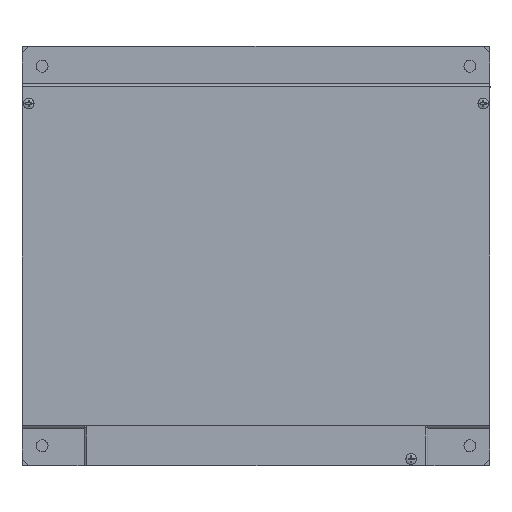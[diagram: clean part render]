
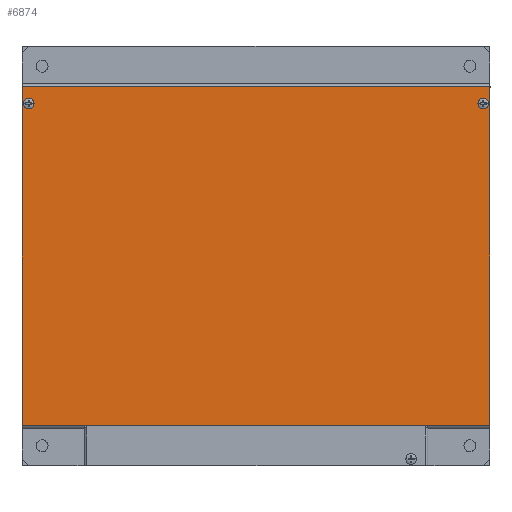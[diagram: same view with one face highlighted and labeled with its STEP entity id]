
A CAD part, front view. The second image highlights one B-rep face of the part: STEP entity #6874.
In plain terms, the highlighted planar face has unit normal (0, -1, 0).
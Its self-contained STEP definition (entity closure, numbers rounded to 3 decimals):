
#3 = VECTOR ( 'NONE', #5988, 1000. ) ;
#103 = VERTEX_POINT ( 'NONE', #3623 ) ;
#107 = CARTESIAN_POINT ( 'NONE',  ( 126.4, -1.4, 175. ) ) ;
#171 = VECTOR ( 'NONE', #2585, 1000. ) ;
#191 = EDGE_CURVE ( 'NONE', #2067, #249, #2124, .T. ) ;
#249 = VERTEX_POINT ( 'NONE', #6557 ) ;
#296 = ORIENTED_EDGE ( 'NONE', *, *, #5153, .T. ) ;
#371 = EDGE_CURVE ( 'NONE', #2114, #7605, #5502, .T. ) ;
#415 = CARTESIAN_POINT ( 'NONE',  ( -113.98, -1.4, -170. ) ) ;
#580 = VECTOR ( 'NONE', #7562, 1000. ) ;
#654 = CARTESIAN_POINT ( 'NONE',  ( -113.98, -1.4, 168.2 ) ) ;
#677 = FACE_BOUND ( 'NONE', #4454, .T. ) ;
#818 = DIRECTION ( 'NONE',  ( -1., 0., 0. ) ) ;
#952 = CARTESIAN_POINT ( 'NONE',  ( -126.4, -1.4, -175. ) ) ;
#1037 = DIRECTION ( 'NONE',  ( 0., 0., 1. ) ) ;
#1226 = VECTOR ( 'NONE', #1241, 1000. ) ;
#1241 = DIRECTION ( 'NONE',  ( 0., 0., -1. ) ) ;
#1383 = EDGE_LOOP ( 'NONE', ( #4004, #296, #2514, #3077, #2630, #7723 ) ) ;
#1402 = CARTESIAN_POINT ( 'NONE',  ( -113.98, -1.4, 170. ) ) ;
#1466 = AXIS2_PLACEMENT_3D ( 'NONE', #4124, #7830, #3517 ) ;
#1577 = EDGE_CURVE ( 'NONE', #4819, #7603, #3537, .T. ) ;
#1696 = EDGE_LOOP ( 'NONE', ( #4412, #5151 ) ) ;
#1807 = LINE ( 'NONE', #107, #171 ) ;
#1836 = AXIS2_PLACEMENT_3D ( 'NONE', #1402, #5704, #2010 ) ;
#1902 = VECTOR ( 'NONE', #818, 1000. ) ;
#2010 = DIRECTION ( 'NONE',  ( 0., 0., -1. ) ) ;
#2067 = VERTEX_POINT ( 'NONE', #5649 ) ;
#2114 = VERTEX_POINT ( 'NONE', #7536 ) ;
#2118 = CARTESIAN_POINT ( 'NONE',  ( -127., -1.4, 175. ) ) ;
#2124 = CIRCLE ( 'NONE', #1466, 1.8 ) ;
#2162 = DIRECTION ( 'NONE',  ( 0., 0., -1. ) ) ;
#2247 = CARTESIAN_POINT ( 'NONE',  ( -113.98, -1.4, 170. ) ) ;
#2280 = ORIENTED_EDGE ( 'NONE', *, *, #3566, .F. ) ;
#2514 = ORIENTED_EDGE ( 'NONE', *, *, #1577, .F. ) ;
#2585 = DIRECTION ( 'NONE',  ( 0., 0., 1. ) ) ;
#2630 = ORIENTED_EDGE ( 'NONE', *, *, #3171, .F. ) ;
#2698 = FACE_OUTER_BOUND ( 'NONE', #1383, .T. ) ;
#2738 = PLANE ( 'NONE',  #5353 ) ;
#2862 = CARTESIAN_POINT ( 'NONE',  ( 126.4, -1.4, 175. ) ) ;
#2869 = DIRECTION ( 'NONE',  ( 0., 0., -1. ) ) ;
#3077 = ORIENTED_EDGE ( 'NONE', *, *, #6777, .T. ) ;
#3146 = AXIS2_PLACEMENT_3D ( 'NONE', #2247, #6542, #2869 ) ;
#3171 = EDGE_CURVE ( 'NONE', #6661, #6230, #7759, .T. ) ;
#3211 = VECTOR ( 'NONE', #2162, 1000. ) ;
#3347 = DIRECTION ( 'NONE',  ( 0., -1., 0. ) ) ;
#3517 = DIRECTION ( 'NONE',  ( 0., 0., 1. ) ) ;
#3537 = LINE ( 'NONE', #3876, #1902 ) ;
#3566 = EDGE_CURVE ( 'NONE', #4879, #103, #6696, .T. ) ;
#3623 = CARTESIAN_POINT ( 'NONE',  ( -113.98, -1.4, 171.8 ) ) ;
#3755 = FACE_BOUND ( 'NONE', #1696, .T. ) ;
#3876 = CARTESIAN_POINT ( 'NONE',  ( -127., -1.4, -175. ) ) ;
#4004 = ORIENTED_EDGE ( 'NONE', *, *, #371, .T. ) ;
#4124 = CARTESIAN_POINT ( 'NONE',  ( -113.98, -1.4, -170. ) ) ;
#4412 = ORIENTED_EDGE ( 'NONE', *, *, #7590, .F. ) ;
#4454 = EDGE_LOOP ( 'NONE', ( #2280, #6545 ) ) ;
#4708 = DIRECTION ( 'NONE',  ( 0., -1., 0. ) ) ;
#4819 = VERTEX_POINT ( 'NONE', #6719 ) ;
#4879 = VERTEX_POINT ( 'NONE', #654 ) ;
#4911 = CARTESIAN_POINT ( 'NONE',  ( 126.4, -1.4, 128.6 ) ) ;
#5151 = ORIENTED_EDGE ( 'NONE', *, *, #191, .F. ) ;
#5153 = EDGE_CURVE ( 'NONE', #7605, #7603, #7933, .T. ) ;
#5337 = CARTESIAN_POINT ( 'NONE',  ( -126.4, -1.4, 175. ) ) ;
#5353 = AXIS2_PLACEMENT_3D ( 'NONE', #2118, #3347, #7657 ) ;
#5502 = LINE ( 'NONE', #6342, #580 ) ;
#5649 = CARTESIAN_POINT ( 'NONE',  ( -113.98, -1.4, -168.2 ) ) ;
#5704 = DIRECTION ( 'NONE',  ( 0., -1., 0. ) ) ;
#5881 = EDGE_CURVE ( 'NONE', #103, #4879, #6188, .T. ) ;
#5988 = DIRECTION ( 'NONE',  ( 0., 0., 1. ) ) ;
#6188 = CIRCLE ( 'NONE', #1836, 1.8 ) ;
#6230 = VERTEX_POINT ( 'NONE', #7871 ) ;
#6342 = CARTESIAN_POINT ( 'NONE',  ( -127., -1.4, 175. ) ) ;
#6352 = LINE ( 'NONE', #2862, #3 ) ;
#6430 = CARTESIAN_POINT ( 'NONE',  ( 126.4, -1.4, 128.6 ) ) ;
#6535 = CARTESIAN_POINT ( 'NONE',  ( -126.4, -1.4, -175. ) ) ;
#6542 = DIRECTION ( 'NONE',  ( 0., -1., 0. ) ) ;
#6545 = ORIENTED_EDGE ( 'NONE', *, *, #5881, .F. ) ;
#6557 = CARTESIAN_POINT ( 'NONE',  ( -113.98, -1.4, -171.8 ) ) ;
#6661 = VERTEX_POINT ( 'NONE', #6430 ) ;
#6696 = CIRCLE ( 'NONE', #3146, 1.8 ) ;
#6719 = CARTESIAN_POINT ( 'NONE',  ( 126.4, -1.4, -175. ) ) ;
#6777 = EDGE_CURVE ( 'NONE', #4819, #6230, #6352, .T. ) ;
#6874 = ADVANCED_FACE ( 'NONE', ( #3755, #677, #2698 ), #2738, .T. ) ;
#7536 = CARTESIAN_POINT ( 'NONE',  ( 126.4, -1.4, 175. ) ) ;
#7562 = DIRECTION ( 'NONE',  ( -1., 0., 0. ) ) ;
#7590 = EDGE_CURVE ( 'NONE', #249, #2067, #7595, .T. ) ;
#7595 = CIRCLE ( 'NONE', #7895, 1.8 ) ;
#7603 = VERTEX_POINT ( 'NONE', #6535 ) ;
#7605 = VERTEX_POINT ( 'NONE', #5337 ) ;
#7657 = DIRECTION ( 'NONE',  ( 0., 0., -1. ) ) ;
#7723 = ORIENTED_EDGE ( 'NONE', *, *, #7971, .T. ) ;
#7759 = LINE ( 'NONE', #4911, #1226 ) ;
#7830 = DIRECTION ( 'NONE',  ( 0., -1., 0. ) ) ;
#7871 = CARTESIAN_POINT ( 'NONE',  ( 126.4, -1.4, -128.6 ) ) ;
#7895 = AXIS2_PLACEMENT_3D ( 'NONE', #415, #4708, #1037 ) ;
#7933 = LINE ( 'NONE', #952, #3211 ) ;
#7971 = EDGE_CURVE ( 'NONE', #6661, #2114, #1807, .T. ) ;
